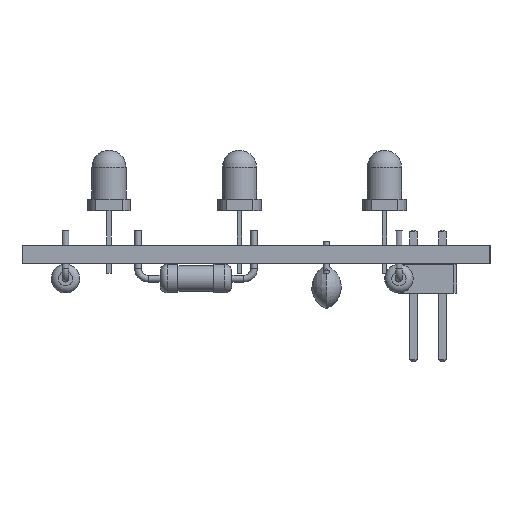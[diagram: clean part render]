
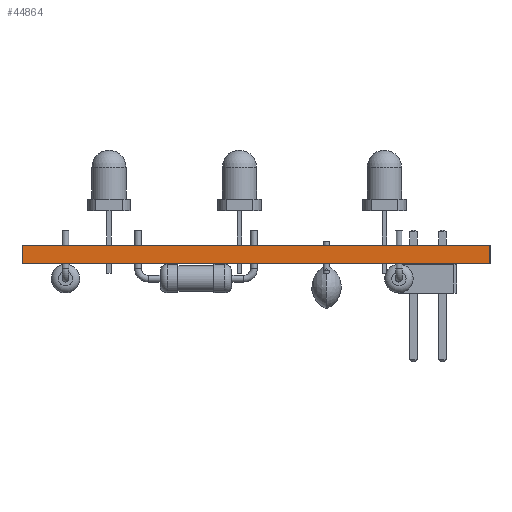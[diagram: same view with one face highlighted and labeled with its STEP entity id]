
A CAD part, left-side view. The second image highlights one B-rep face of the part: STEP entity #44864.
In plain terms, the highlighted planar face has unit normal (-1, 0, 0).
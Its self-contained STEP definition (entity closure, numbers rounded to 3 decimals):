
#44748 = EDGE_CURVE('',#44749,#44751,#44753,.T.);
#44749 = VERTEX_POINT('',#44750);
#44750 = CARTESIAN_POINT('',(29.21,-24.13,0.));
#44751 = VERTEX_POINT('',#44752);
#44752 = CARTESIAN_POINT('',(29.21,-24.13,1.6));
#44753 = SURFACE_CURVE('',#44754,(#44758,#44770),.PCURVE_S1.);
#44754 = LINE('',#44755,#44756);
#44755 = CARTESIAN_POINT('',(29.21,-24.13,0.));
#44756 = VECTOR('',#44757,1.);
#44757 = DIRECTION('',(0.,0.,1.));
#44758 = PCURVE('',#44759,#44764);
#44759 = PLANE('',#44760);
#44760 = AXIS2_PLACEMENT_3D('',#44761,#44762,#44763);
#44761 = CARTESIAN_POINT('',(29.21,-24.13,0.));
#44762 = DIRECTION('',(0.,1.,0.));
#44763 = DIRECTION('',(1.,0.,0.));
#44764 = DEFINITIONAL_REPRESENTATION('',(#44765),#44769);
#44765 = LINE('',#44766,#44767);
#44766 = CARTESIAN_POINT('',(0.,0.));
#44767 = VECTOR('',#44768,1.);
#44768 = DIRECTION('',(0.,-1.));
#44769 = ( GEOMETRIC_REPRESENTATION_CONTEXT(2) 
PARAMETRIC_REPRESENTATION_CONTEXT() REPRESENTATION_CONTEXT('2D SPACE',''
  ) );
#44770 = PCURVE('',#44771,#44776);
#44771 = PLANE('',#44772);
#44772 = AXIS2_PLACEMENT_3D('',#44773,#44774,#44775);
#44773 = CARTESIAN_POINT('',(29.21,-65.13,0.));
#44774 = DIRECTION('',(-1.,0.,0.));
#44775 = DIRECTION('',(0.,1.,0.));
#44776 = DEFINITIONAL_REPRESENTATION('',(#44777),#44781);
#44777 = LINE('',#44778,#44779);
#44778 = CARTESIAN_POINT('',(41.,0.));
#44779 = VECTOR('',#44780,1.);
#44780 = DIRECTION('',(0.,-1.));
#44781 = ( GEOMETRIC_REPRESENTATION_CONTEXT(2) 
PARAMETRIC_REPRESENTATION_CONTEXT() REPRESENTATION_CONTEXT('2D SPACE',''
  ) );
#44799 = PLANE('',#44800);
#44800 = AXIS2_PLACEMENT_3D('',#44801,#44802,#44803);
#44801 = CARTESIAN_POINT('',(105.21,-44.63,1.6));
#44802 = DIRECTION('',(0.,0.,-1.));
#44803 = DIRECTION('',(-1.,0.,0.));
#44853 = PLANE('',#44854);
#44854 = AXIS2_PLACEMENT_3D('',#44855,#44856,#44857);
#44855 = CARTESIAN_POINT('',(105.21,-44.63,0.));
#44856 = DIRECTION('',(0.,0.,-1.));
#44857 = DIRECTION('',(-1.,0.,0.));
#44864 = ADVANCED_FACE('',(#44865),#44771,.T.);
#44865 = FACE_BOUND('',#44866,.T.);
#44866 = EDGE_LOOP('',(#44867,#44897,#44918,#44919));
#44867 = ORIENTED_EDGE('',*,*,#44868,.T.);
#44868 = EDGE_CURVE('',#44869,#44871,#44873,.T.);
#44869 = VERTEX_POINT('',#44870);
#44870 = CARTESIAN_POINT('',(29.21,-65.13,0.));
#44871 = VERTEX_POINT('',#44872);
#44872 = CARTESIAN_POINT('',(29.21,-65.13,1.6));
#44873 = SURFACE_CURVE('',#44874,(#44878,#44885),.PCURVE_S1.);
#44874 = LINE('',#44875,#44876);
#44875 = CARTESIAN_POINT('',(29.21,-65.13,0.));
#44876 = VECTOR('',#44877,1.);
#44877 = DIRECTION('',(0.,0.,1.));
#44878 = PCURVE('',#44771,#44879);
#44879 = DEFINITIONAL_REPRESENTATION('',(#44880),#44884);
#44880 = LINE('',#44881,#44882);
#44881 = CARTESIAN_POINT('',(0.,0.));
#44882 = VECTOR('',#44883,1.);
#44883 = DIRECTION('',(0.,-1.));
#44884 = ( GEOMETRIC_REPRESENTATION_CONTEXT(2) 
PARAMETRIC_REPRESENTATION_CONTEXT() REPRESENTATION_CONTEXT('2D SPACE',''
  ) );
#44885 = PCURVE('',#44886,#44891);
#44886 = PLANE('',#44887);
#44887 = AXIS2_PLACEMENT_3D('',#44888,#44889,#44890);
#44888 = CARTESIAN_POINT('',(181.21,-65.13,0.));
#44889 = DIRECTION('',(0.,-1.,0.));
#44890 = DIRECTION('',(-1.,0.,0.));
#44891 = DEFINITIONAL_REPRESENTATION('',(#44892),#44896);
#44892 = LINE('',#44893,#44894);
#44893 = CARTESIAN_POINT('',(152.,0.));
#44894 = VECTOR('',#44895,1.);
#44895 = DIRECTION('',(0.,-1.));
#44896 = ( GEOMETRIC_REPRESENTATION_CONTEXT(2) 
PARAMETRIC_REPRESENTATION_CONTEXT() REPRESENTATION_CONTEXT('2D SPACE',''
  ) );
#44897 = ORIENTED_EDGE('',*,*,#44898,.T.);
#44898 = EDGE_CURVE('',#44871,#44751,#44899,.T.);
#44899 = SURFACE_CURVE('',#44900,(#44904,#44911),.PCURVE_S1.);
#44900 = LINE('',#44901,#44902);
#44901 = CARTESIAN_POINT('',(29.21,-65.13,1.6));
#44902 = VECTOR('',#44903,1.);
#44903 = DIRECTION('',(0.,1.,0.));
#44904 = PCURVE('',#44771,#44905);
#44905 = DEFINITIONAL_REPRESENTATION('',(#44906),#44910);
#44906 = LINE('',#44907,#44908);
#44907 = CARTESIAN_POINT('',(0.,-1.6));
#44908 = VECTOR('',#44909,1.);
#44909 = DIRECTION('',(1.,0.));
#44910 = ( GEOMETRIC_REPRESENTATION_CONTEXT(2) 
PARAMETRIC_REPRESENTATION_CONTEXT() REPRESENTATION_CONTEXT('2D SPACE',''
  ) );
#44911 = PCURVE('',#44799,#44912);
#44912 = DEFINITIONAL_REPRESENTATION('',(#44913),#44917);
#44913 = LINE('',#44914,#44915);
#44914 = CARTESIAN_POINT('',(76.,-20.5));
#44915 = VECTOR('',#44916,1.);
#44916 = DIRECTION('',(0.,1.));
#44917 = ( GEOMETRIC_REPRESENTATION_CONTEXT(2) 
PARAMETRIC_REPRESENTATION_CONTEXT() REPRESENTATION_CONTEXT('2D SPACE',''
  ) );
#44918 = ORIENTED_EDGE('',*,*,#44748,.F.);
#44919 = ORIENTED_EDGE('',*,*,#44920,.F.);
#44920 = EDGE_CURVE('',#44869,#44749,#44921,.T.);
#44921 = SURFACE_CURVE('',#44922,(#44926,#44933),.PCURVE_S1.);
#44922 = LINE('',#44923,#44924);
#44923 = CARTESIAN_POINT('',(29.21,-65.13,0.));
#44924 = VECTOR('',#44925,1.);
#44925 = DIRECTION('',(0.,1.,0.));
#44926 = PCURVE('',#44771,#44927);
#44927 = DEFINITIONAL_REPRESENTATION('',(#44928),#44932);
#44928 = LINE('',#44929,#44930);
#44929 = CARTESIAN_POINT('',(0.,0.));
#44930 = VECTOR('',#44931,1.);
#44931 = DIRECTION('',(1.,0.));
#44932 = ( GEOMETRIC_REPRESENTATION_CONTEXT(2) 
PARAMETRIC_REPRESENTATION_CONTEXT() REPRESENTATION_CONTEXT('2D SPACE',''
  ) );
#44933 = PCURVE('',#44853,#44934);
#44934 = DEFINITIONAL_REPRESENTATION('',(#44935),#44939);
#44935 = LINE('',#44936,#44937);
#44936 = CARTESIAN_POINT('',(76.,-20.5));
#44937 = VECTOR('',#44938,1.);
#44938 = DIRECTION('',(0.,1.));
#44939 = ( GEOMETRIC_REPRESENTATION_CONTEXT(2) 
PARAMETRIC_REPRESENTATION_CONTEXT() REPRESENTATION_CONTEXT('2D SPACE',''
  ) );
